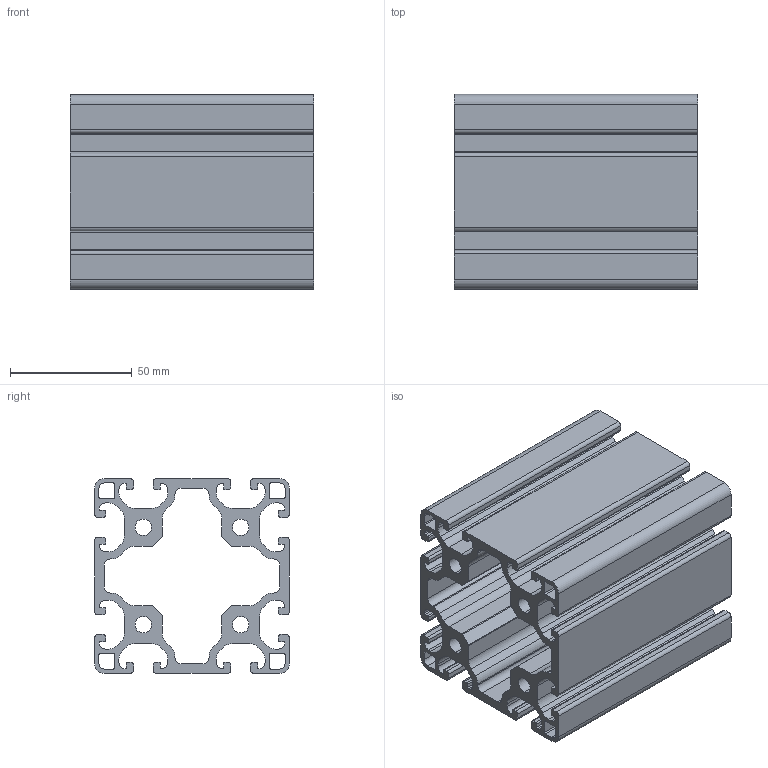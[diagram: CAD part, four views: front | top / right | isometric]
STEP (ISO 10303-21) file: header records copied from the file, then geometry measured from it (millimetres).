
FILE_DESCRIPTION (( 'STEP AP214' ), '1' );
FILE_NAME ('084.114.005.STEP', '2020-07-23T08:26:55', ( '' ), ( '' ), 'SwSTEP 2.0', 'SolidWorks 2018', '' );
FILE_SCHEMA (( 'AUTOMOTIVE_DESIGN' ));
Length unit declared in the file: millimetre
Products named in the file (1): 084.114.005
Bounding box: 100 x 80 x 80 mm (x, y, z)
Volume: 199381.5 mm3; surface area: 115612.3 mm2
Topology: 1 solids, 1 shells, 338 faces, 1008 edges, 672 vertices
Faces by surface type: cylinder 173, plane 165
Entity records: 11528 total; most frequent: DIRECTION 2032, CARTESIAN_POINT 2019, ORIENTED_EDGE 2016, EDGE_CURVE 1008, AXIS2_PLACEMENT_3D 685, VERTEX_POINT 672, LINE 662, VECTOR 662
